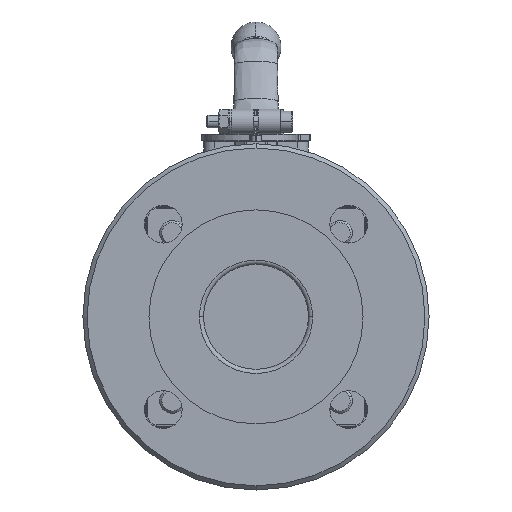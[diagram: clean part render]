
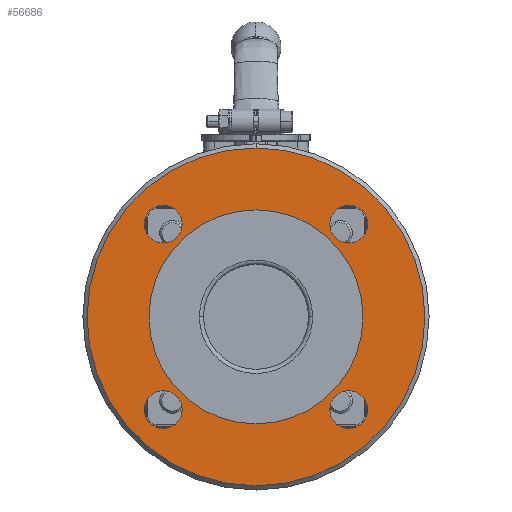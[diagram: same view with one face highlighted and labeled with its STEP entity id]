
A CAD part, left-side view. The second image highlights one B-rep face of the part: STEP entity #56686.
In plain terms, the highlighted planar face has unit normal (-1, 0, 0).
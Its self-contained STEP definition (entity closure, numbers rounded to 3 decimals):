
#41641=CARTESIAN_POINT('',(-57.5,-35.194,44.194));
#41642=VERTEX_POINT('',#41641);
#41658=CARTESIAN_POINT('',(-57.5,-53.194,44.194));
#41659=VERTEX_POINT('',#41658);
#41666=CARTESIAN_POINT('',(-57.5,-44.194,44.194));
#41667=DIRECTION('',(1.,-0.,-0.));
#41668=DIRECTION('',(0.,1.,-0.));
#41669=AXIS2_PLACEMENT_3D('',#41666,#41667,#41668);
#41670=CIRCLE('',#41669,9.);
#41671=EDGE_CURVE('',#41642,#41659,#41670,.T.);
#41683=CARTESIAN_POINT('',(-57.5,53.194,-44.194));
#41684=VERTEX_POINT('',#41683);
#41700=CARTESIAN_POINT('',(-57.5,35.194,-44.194));
#41701=VERTEX_POINT('',#41700);
#41708=CARTESIAN_POINT('',(-57.5,44.194,-44.194));
#41709=DIRECTION('',(1.,-0.,-0.));
#41710=DIRECTION('',(0.,1.,-0.));
#41711=AXIS2_PLACEMENT_3D('',#41708,#41709,#41710);
#41712=CIRCLE('',#41711,9.);
#41713=EDGE_CURVE('',#41684,#41701,#41712,.T.);
#41725=CARTESIAN_POINT('',(-57.5,53.194,44.194));
#41726=VERTEX_POINT('',#41725);
#41742=CARTESIAN_POINT('',(-57.5,35.194,44.194));
#41743=VERTEX_POINT('',#41742);
#41750=CARTESIAN_POINT('',(-57.5,44.194,44.194));
#41751=DIRECTION('',(1.,-0.,-0.));
#41752=DIRECTION('',(0.,1.,-0.));
#41753=AXIS2_PLACEMENT_3D('',#41750,#41751,#41752);
#41754=CIRCLE('',#41753,9.);
#41755=EDGE_CURVE('',#41726,#41743,#41754,.T.);
#41767=CARTESIAN_POINT('',(-57.5,-35.194,-44.194));
#41768=VERTEX_POINT('',#41767);
#41784=CARTESIAN_POINT('',(-57.5,-53.194,-44.194));
#41785=VERTEX_POINT('',#41784);
#41792=CARTESIAN_POINT('',(-57.5,-44.194,-44.194));
#41793=DIRECTION('',(1.,-0.,-0.));
#41794=DIRECTION('',(0.,1.,-0.));
#41795=AXIS2_PLACEMENT_3D('',#41792,#41793,#41794);
#41796=CIRCLE('',#41795,9.);
#41797=EDGE_CURVE('',#41768,#41785,#41796,.T.);
#43997=CARTESIAN_POINT('',(-57.5,0.,80.5));
#43998=VERTEX_POINT('',#43997);
#44005=CARTESIAN_POINT('',(-57.5,-0.,-80.5));
#44006=VERTEX_POINT('',#44005);
#44007=CARTESIAN_POINT('',(-57.5,0.,-0.));
#44008=DIRECTION('',(1.,0.,-0.));
#44009=DIRECTION('',(0.,0.,1.));
#44010=AXIS2_PLACEMENT_3D('',#44007,#44008,#44009);
#44011=CIRCLE('',#44010,80.5);
#44012=EDGE_CURVE('',#43998,#44006,#44011,.T.);
#44031=CARTESIAN_POINT('',(-57.5,0.,51.));
#44032=VERTEX_POINT('',#44031);
#44048=CARTESIAN_POINT('',(-57.5,-0.,-51.));
#44049=VERTEX_POINT('',#44048);
#44056=CARTESIAN_POINT('',(-57.5,0.,-0.));
#44057=DIRECTION('',(1.,-0.,-0.));
#44058=DIRECTION('',(0.,0.,1.));
#44059=AXIS2_PLACEMENT_3D('',#44056,#44057,#44058);
#44060=CIRCLE('',#44059,51.);
#44061=EDGE_CURVE('',#44032,#44049,#44060,.T.);
#55351=CARTESIAN_POINT('',(-57.5,0.,-0.));
#55352=DIRECTION('',(1.,-0.,-0.));
#55353=DIRECTION('',(0.,0.,1.));
#55354=AXIS2_PLACEMENT_3D('',#55351,#55352,#55353);
#55355=CIRCLE('',#55354,51.);
#55356=EDGE_CURVE('',#44049,#44032,#55355,.T.);
#55377=CARTESIAN_POINT('',(-57.5,0.,-0.));
#55378=DIRECTION('',(1.,0.,-0.));
#55379=DIRECTION('',(0.,0.,1.));
#55380=AXIS2_PLACEMENT_3D('',#55377,#55378,#55379);
#55381=CIRCLE('',#55380,80.5);
#55382=EDGE_CURVE('',#44006,#43998,#55381,.T.);
#56633=CARTESIAN_POINT('',(-57.5,0.,65.75));
#56634=DIRECTION('',(-1.,0.,0.));
#56635=DIRECTION('',(0.,-1.,0.));
#56636=AXIS2_PLACEMENT_3D('',#56633,#56634,#56635);
#56637=PLANE('',#56636);
#56638=ORIENTED_EDGE('',*,*,#55382,.F.);
#56639=ORIENTED_EDGE('',*,*,#44012,.F.);
#56640=EDGE_LOOP('',(#56638,#56639));
#56641=FACE_BOUND('',#56640,.T.);
#56642=CARTESIAN_POINT('',(-57.5,-44.194,-44.194));
#56643=DIRECTION('',(1.,-0.,-0.));
#56644=DIRECTION('',(0.,1.,-0.));
#56645=AXIS2_PLACEMENT_3D('',#56642,#56643,#56644);
#56646=CIRCLE('',#56645,9.);
#56647=EDGE_CURVE('',#41785,#41768,#56646,.T.);
#56648=ORIENTED_EDGE('',*,*,#56647,.T.);
#56649=ORIENTED_EDGE('',*,*,#41797,.T.);
#56650=EDGE_LOOP('',(#56648,#56649));
#56651=FACE_BOUND('',#56650,.T.);
#56652=CARTESIAN_POINT('',(-57.5,44.194,44.194));
#56653=DIRECTION('',(1.,-0.,-0.));
#56654=DIRECTION('',(0.,1.,-0.));
#56655=AXIS2_PLACEMENT_3D('',#56652,#56653,#56654);
#56656=CIRCLE('',#56655,9.);
#56657=EDGE_CURVE('',#41743,#41726,#56656,.T.);
#56658=ORIENTED_EDGE('',*,*,#56657,.T.);
#56659=ORIENTED_EDGE('',*,*,#41755,.T.);
#56660=EDGE_LOOP('',(#56658,#56659));
#56661=FACE_BOUND('',#56660,.T.);
#56662=CARTESIAN_POINT('',(-57.5,44.194,-44.194));
#56663=DIRECTION('',(1.,-0.,-0.));
#56664=DIRECTION('',(0.,1.,-0.));
#56665=AXIS2_PLACEMENT_3D('',#56662,#56663,#56664);
#56666=CIRCLE('',#56665,9.);
#56667=EDGE_CURVE('',#41701,#41684,#56666,.T.);
#56668=ORIENTED_EDGE('',*,*,#56667,.T.);
#56669=ORIENTED_EDGE('',*,*,#41713,.T.);
#56670=EDGE_LOOP('',(#56668,#56669));
#56671=FACE_BOUND('',#56670,.T.);
#56672=CARTESIAN_POINT('',(-57.5,-44.194,44.194));
#56673=DIRECTION('',(1.,-0.,-0.));
#56674=DIRECTION('',(0.,1.,-0.));
#56675=AXIS2_PLACEMENT_3D('',#56672,#56673,#56674);
#56676=CIRCLE('',#56675,9.);
#56677=EDGE_CURVE('',#41659,#41642,#56676,.T.);
#56678=ORIENTED_EDGE('',*,*,#56677,.T.);
#56679=ORIENTED_EDGE('',*,*,#41671,.T.);
#56680=EDGE_LOOP('',(#56678,#56679));
#56681=FACE_BOUND('',#56680,.T.);
#56682=ORIENTED_EDGE('',*,*,#55356,.T.);
#56683=ORIENTED_EDGE('',*,*,#44061,.T.);
#56684=EDGE_LOOP('',(#56682,#56683));
#56685=FACE_BOUND('',#56684,.T.);
#56686=ADVANCED_FACE('',(#56641,#56651,#56661,#56671,#56681,#56685),#56637,.T.);
